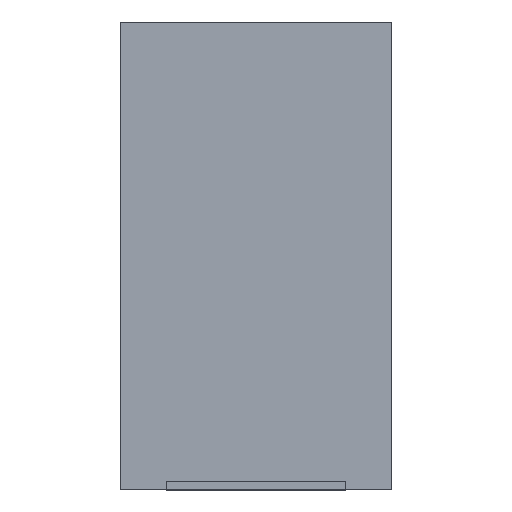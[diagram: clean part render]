
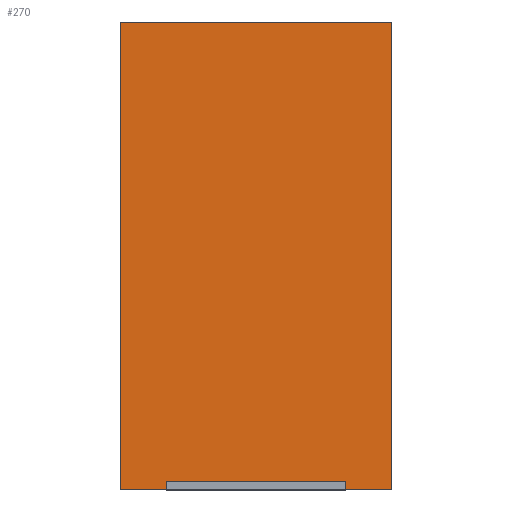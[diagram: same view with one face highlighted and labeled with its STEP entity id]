
A CAD part, top view. The second image highlights one B-rep face of the part: STEP entity #270.
In plain terms, the highlighted planar face has unit normal (0, 0, 1).
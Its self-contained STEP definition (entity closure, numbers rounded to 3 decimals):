
#24=FACE_OUTER_BOUND('',#38,.T.);
#38=EDGE_LOOP('',(#215,#216,#217,#218,#219,#220,#221,#222));
#60=LINE('',#408,#96);
#68=LINE('',#423,#104);
#69=LINE('',#425,#105);
#70=LINE('',#428,#106);
#71=LINE('',#430,#107);
#72=LINE('',#432,#108);
#73=LINE('',#434,#109);
#74=LINE('',#435,#110);
#96=VECTOR('',#334,10.);
#104=VECTOR('',#346,10.);
#105=VECTOR('',#349,10.);
#106=VECTOR('',#352,10.);
#107=VECTOR('',#353,10.);
#108=VECTOR('',#354,10.);
#109=VECTOR('',#355,10.);
#110=VECTOR('',#356,10.);
#127=VERTEX_POINT('',#404);
#129=VERTEX_POINT('',#407);
#133=VERTEX_POINT('',#419);
#134=VERTEX_POINT('',#421);
#135=VERTEX_POINT('',#427);
#136=VERTEX_POINT('',#429);
#137=VERTEX_POINT('',#431);
#138=VERTEX_POINT('',#433);
#156=EDGE_CURVE('',#129,#127,#60,.T.);
#164=EDGE_CURVE('',#133,#134,#68,.T.);
#165=EDGE_CURVE('',#134,#129,#69,.T.);
#166=EDGE_CURVE('',#127,#135,#70,.T.);
#167=EDGE_CURVE('',#135,#136,#71,.T.);
#168=EDGE_CURVE('',#137,#136,#72,.T.);
#169=EDGE_CURVE('',#138,#137,#73,.T.);
#170=EDGE_CURVE('',#138,#133,#74,.T.);
#215=ORIENTED_EDGE('',*,*,#164,.T.);
#216=ORIENTED_EDGE('',*,*,#165,.T.);
#217=ORIENTED_EDGE('',*,*,#156,.T.);
#218=ORIENTED_EDGE('',*,*,#166,.T.);
#219=ORIENTED_EDGE('',*,*,#167,.T.);
#220=ORIENTED_EDGE('',*,*,#168,.F.);
#221=ORIENTED_EDGE('',*,*,#169,.F.);
#222=ORIENTED_EDGE('',*,*,#170,.T.);
#256=PLANE('',#298);
#270=ADVANCED_FACE('',(#24),#256,.T.);
#298=AXIS2_PLACEMENT_3D('',#426,#350,#351);
#334=DIRECTION('',(0.,-1.,0.));
#346=DIRECTION('',(0.,1.,0.));
#349=DIRECTION('',(1.,0.,0.));
#350=DIRECTION('center_axis',(0.,0.,1.));
#351=DIRECTION('ref_axis',(1.,0.,0.));
#352=DIRECTION('',(1.,0.,0.));
#353=DIRECTION('',(0.,1.,0.));
#354=DIRECTION('',(1.,0.,0.));
#355=DIRECTION('',(0.,1.,0.));
#356=DIRECTION('',(1.,0.,0.));
#404=CARTESIAN_POINT('',(26.5,0.,0.));
#407=CARTESIAN_POINT('',(26.5,1.,0.));
#408=CARTESIAN_POINT('',(26.5,0.,0.));
#419=CARTESIAN_POINT('',(5.44,0.,0.));
#421=CARTESIAN_POINT('',(5.44,1.,0.));
#423=CARTESIAN_POINT('',(5.44,0.,0.));
#425=CARTESIAN_POINT('',(7.985,1.,0.));
#426=CARTESIAN_POINT('Origin',(0.,0.,0.));
#427=CARTESIAN_POINT('',(31.94,0.,0.));
#428=CARTESIAN_POINT('',(0.,0.,0.));
#429=CARTESIAN_POINT('',(31.94,55.,0.));
#430=CARTESIAN_POINT('',(31.94,0.,0.));
#431=CARTESIAN_POINT('',(0.,55.,0.));
#432=CARTESIAN_POINT('',(0.,55.,0.));
#433=CARTESIAN_POINT('',(0.,0.,0.));
#434=CARTESIAN_POINT('',(0.,0.,0.));
#435=CARTESIAN_POINT('',(0.,0.,0.));
